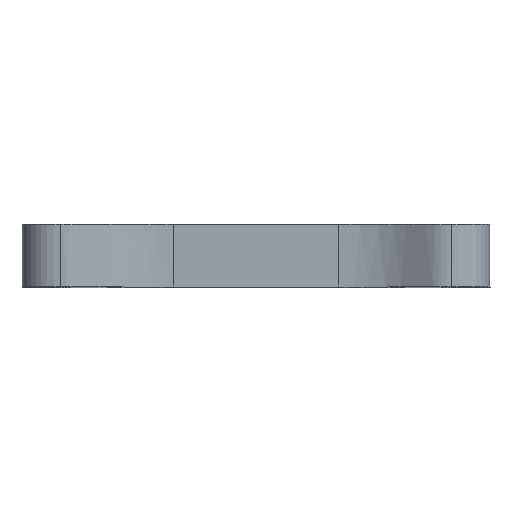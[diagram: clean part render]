
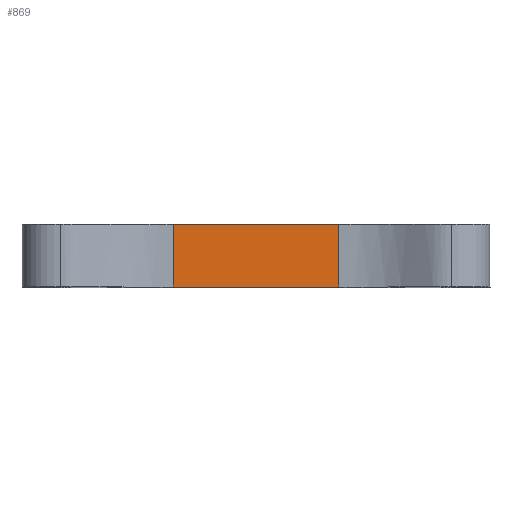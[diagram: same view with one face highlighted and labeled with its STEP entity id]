
A CAD part, top view. The second image highlights one B-rep face of the part: STEP entity #869.
In plain terms, the highlighted planar face has unit normal (0, 0, 1).
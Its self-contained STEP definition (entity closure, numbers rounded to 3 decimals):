
#171=FACE_OUTER_BOUND('',#217,.T.);
#217=EDGE_LOOP('',(#611,#612,#613,#614));
#307=LINE('',#1277,#355);
#308=LINE('',#1279,#356);
#309=LINE('',#1281,#357);
#310=LINE('',#1282,#358);
#355=VECTOR('',#1031,10.);
#356=VECTOR('',#1032,10.);
#357=VECTOR('',#1033,10.);
#358=VECTOR('',#1034,10.);
#403=VERTEX_POINT('',#1275);
#404=VERTEX_POINT('',#1276);
#405=VERTEX_POINT('',#1278);
#406=VERTEX_POINT('',#1280);
#487=EDGE_CURVE('',#403,#404,#307,.T.);
#488=EDGE_CURVE('',#405,#403,#308,.T.);
#489=EDGE_CURVE('',#406,#405,#309,.T.);
#490=EDGE_CURVE('',#406,#404,#310,.T.);
#611=ORIENTED_EDGE('',*,*,#487,.F.);
#612=ORIENTED_EDGE('',*,*,#488,.F.);
#613=ORIENTED_EDGE('',*,*,#489,.F.);
#614=ORIENTED_EDGE('',*,*,#490,.T.);
#859=PLANE('',#929);
#869=ADVANCED_FACE('',(#171),#859,.F.);
#929=AXIS2_PLACEMENT_3D('',#1274,#1029,#1030);
#1029=DIRECTION('center_axis',(0.,0.,-1.));
#1030=DIRECTION('ref_axis',(1.,0.,0.));
#1031=DIRECTION('',(-1.,0.,0.));
#1032=DIRECTION('',(0.,-1.,0.));
#1033=DIRECTION('',(1.,0.,0.));
#1034=DIRECTION('',(0.,-1.,0.));
#1274=CARTESIAN_POINT('Origin',(-176.952,26.723,12.709));
#1275=CARTESIAN_POINT('',(-123.269,6.35,12.709));
#1276=CARTESIAN_POINT('',(-176.952,6.35,12.709));
#1277=CARTESIAN_POINT('',(-101.176,6.35,12.709));
#1278=CARTESIAN_POINT('',(-123.269,26.723,12.709));
#1279=CARTESIAN_POINT('',(-123.269,26.723,12.709));
#1280=CARTESIAN_POINT('',(-176.952,26.723,12.709));
#1281=CARTESIAN_POINT('',(-101.176,26.723,12.709));
#1282=CARTESIAN_POINT('',(-176.952,26.723,12.709));
